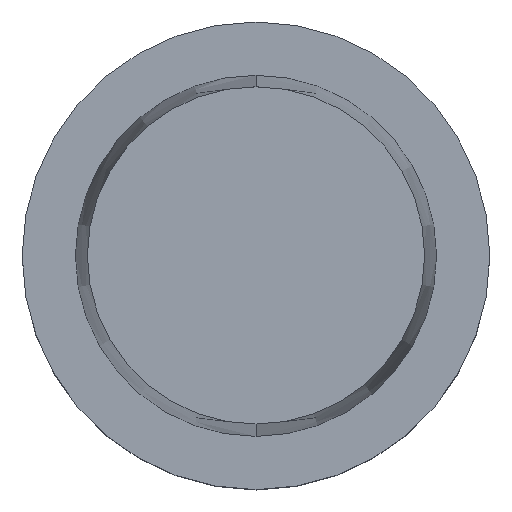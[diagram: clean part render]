
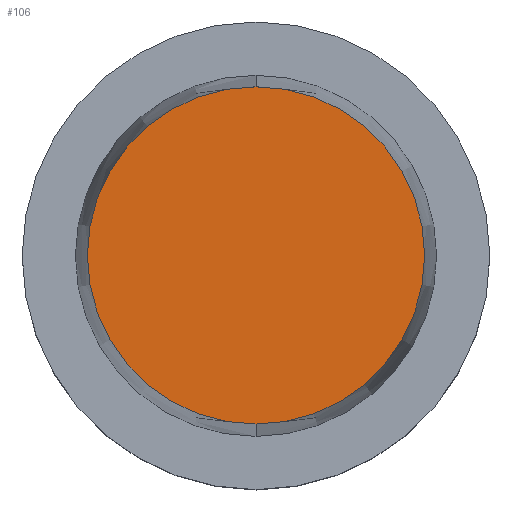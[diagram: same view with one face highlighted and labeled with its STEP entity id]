
A CAD part, top view. The second image highlights one B-rep face of the part: STEP entity #106.
In plain terms, the highlighted planar face has unit normal (0, 0, 1).
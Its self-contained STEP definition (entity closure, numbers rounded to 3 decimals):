
#51=FACE_OUTER_BOUND('',#175,.T.);
#106=ADVANCED_FACE('',(#51),#115,.F.);
#115=PLANE('',#423);
#175=EDGE_LOOP('',(#244,#245));
#244=ORIENTED_EDGE('',*,*,#318,.T.);
#245=ORIENTED_EDGE('',*,*,#319,.T.);
#282=VERTEX_POINT('',#633);
#283=VERTEX_POINT('',#634);
#318=EDGE_CURVE('',#282,#283,#348,.T.);
#319=EDGE_CURVE('',#283,#282,#349,.T.);
#348=CIRCLE('',#421,22.717);
#349=CIRCLE('',#422,22.717);
#421=AXIS2_PLACEMENT_3D('',#632,#534,#535);
#422=AXIS2_PLACEMENT_3D('',#635,#536,#537);
#423=AXIS2_PLACEMENT_3D('',#636,#538,#539);
#534=DIRECTION('',(0.,0.,1.));
#535=DIRECTION('',(0.,1.,0.));
#536=DIRECTION('',(0.,0.,1.));
#537=DIRECTION('',(0.,1.,0.));
#538=DIRECTION('',(0.,0.,-1.));
#539=DIRECTION('',(0.,1.,0.));
#632=CARTESIAN_POINT('',(0.,0.,32.));
#633=CARTESIAN_POINT('',(0.,22.717,32.));
#634=CARTESIAN_POINT('',(0.,-22.717,32.));
#635=CARTESIAN_POINT('',(0.,0.,32.));
#636=CARTESIAN_POINT('',(0.,-22.717,32.));
